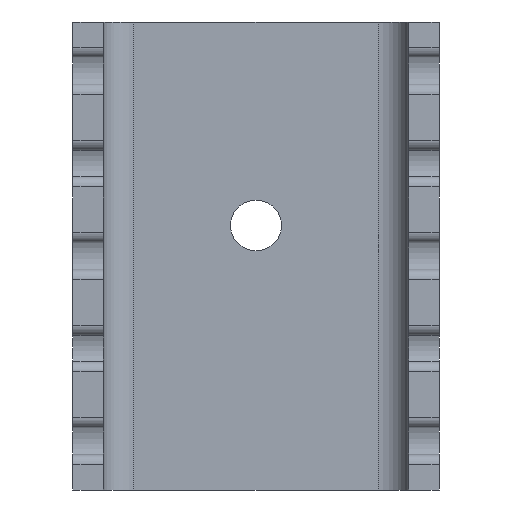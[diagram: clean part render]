
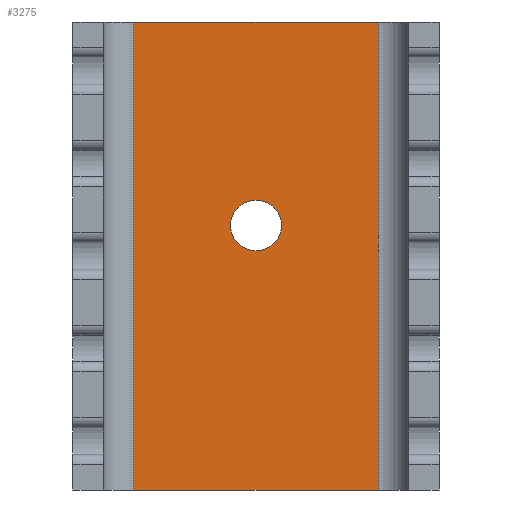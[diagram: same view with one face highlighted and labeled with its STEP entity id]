
A CAD part, front view. The second image highlights one B-rep face of the part: STEP entity #3275.
In plain terms, the highlighted planar face has unit normal (0, -1, 0).
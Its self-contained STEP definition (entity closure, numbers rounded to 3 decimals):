
#72 = PLANE('',#73);
#73 = AXIS2_PLACEMENT_3D('',#74,#75,#76);
#74 = CARTESIAN_POINT('',(0.,-5.124,0.));
#75 = DIRECTION('',(-0.,-0.,-1.));
#76 = DIRECTION('',(-1.,0.,0.));
#128 = PLANE('',#129);
#129 = AXIS2_PLACEMENT_3D('',#130,#131,#132);
#130 = CARTESIAN_POINT('',(0.,-5.124,23.));
#131 = DIRECTION('',(-0.,-0.,-1.));
#132 = DIRECTION('',(-1.,0.,0.));
#1188 = VERTEX_POINT('',#1189);
#1189 = CARTESIAN_POINT('',(6.,-1.5,0.));
#1208 = CYLINDRICAL_SURFACE('',#1209,1.5);
#1209 = AXIS2_PLACEMENT_3D('',#1210,#1211,#1212);
#1210 = CARTESIAN_POINT('',(6.,-3.,0.));
#1211 = DIRECTION('',(-0.,-0.,-1.));
#1212 = DIRECTION('',(1.,0.,0.));
#1220 = EDGE_CURVE('',#1188,#1221,#1223,.T.);
#1221 = VERTEX_POINT('',#1222);
#1222 = CARTESIAN_POINT('',(-6.,-1.5,0.));
#1223 = SURFACE_CURVE('',#1224,(#1228,#1235),.PCURVE_S1.);
#1224 = LINE('',#1225,#1226);
#1225 = CARTESIAN_POINT('',(6.,-1.5,0.));
#1226 = VECTOR('',#1227,1.);
#1227 = DIRECTION('',(-1.,0.,0.));
#1228 = PCURVE('',#72,#1229);
#1229 = DEFINITIONAL_REPRESENTATION('',(#1230),#1234);
#1230 = LINE('',#1231,#1232);
#1231 = CARTESIAN_POINT('',(-6.,3.624));
#1232 = VECTOR('',#1233,1.);
#1233 = DIRECTION('',(1.,0.));
#1234 = ( GEOMETRIC_REPRESENTATION_CONTEXT(2) 
PARAMETRIC_REPRESENTATION_CONTEXT() REPRESENTATION_CONTEXT('2D SPACE',''
  ) );
#1235 = PCURVE('',#1236,#1241);
#1236 = PLANE('',#1237);
#1237 = AXIS2_PLACEMENT_3D('',#1238,#1239,#1240);
#1238 = CARTESIAN_POINT('',(6.,-1.5,0.));
#1239 = DIRECTION('',(0.,-1.,0.));
#1240 = DIRECTION('',(-1.,0.,0.));
#1241 = DEFINITIONAL_REPRESENTATION('',(#1242),#1246);
#1242 = LINE('',#1243,#1244);
#1243 = CARTESIAN_POINT('',(0.,-0.));
#1244 = VECTOR('',#1245,1.);
#1245 = DIRECTION('',(1.,0.));
#1246 = ( GEOMETRIC_REPRESENTATION_CONTEXT(2) 
PARAMETRIC_REPRESENTATION_CONTEXT() REPRESENTATION_CONTEXT('2D SPACE',''
  ) );
#1269 = CYLINDRICAL_SURFACE('',#1270,1.5);
#1270 = AXIS2_PLACEMENT_3D('',#1271,#1272,#1273);
#1271 = CARTESIAN_POINT('',(-6.,-3.,0.));
#1272 = DIRECTION('',(-0.,-0.,-1.));
#1273 = DIRECTION('',(1.,0.,0.));
#1660 = VERTEX_POINT('',#1661);
#1661 = CARTESIAN_POINT('',(6.,-1.5,23.));
#1687 = EDGE_CURVE('',#1660,#1688,#1690,.T.);
#1688 = VERTEX_POINT('',#1689);
#1689 = CARTESIAN_POINT('',(-6.,-1.5,23.));
#1690 = SURFACE_CURVE('',#1691,(#1695,#1702),.PCURVE_S1.);
#1691 = LINE('',#1692,#1693);
#1692 = CARTESIAN_POINT('',(6.,-1.5,23.));
#1693 = VECTOR('',#1694,1.);
#1694 = DIRECTION('',(-1.,0.,0.));
#1695 = PCURVE('',#128,#1696);
#1696 = DEFINITIONAL_REPRESENTATION('',(#1697),#1701);
#1697 = LINE('',#1698,#1699);
#1698 = CARTESIAN_POINT('',(-6.,3.624));
#1699 = VECTOR('',#1700,1.);
#1700 = DIRECTION('',(1.,0.));
#1701 = ( GEOMETRIC_REPRESENTATION_CONTEXT(2) 
PARAMETRIC_REPRESENTATION_CONTEXT() REPRESENTATION_CONTEXT('2D SPACE',''
  ) );
#1702 = PCURVE('',#1236,#1703);
#1703 = DEFINITIONAL_REPRESENTATION('',(#1704),#1708);
#1704 = LINE('',#1705,#1706);
#1705 = CARTESIAN_POINT('',(0.,-23.));
#1706 = VECTOR('',#1707,1.);
#1707 = DIRECTION('',(1.,0.));
#1708 = ( GEOMETRIC_REPRESENTATION_CONTEXT(2) 
PARAMETRIC_REPRESENTATION_CONTEXT() REPRESENTATION_CONTEXT('2D SPACE',''
  ) );
#3254 = EDGE_CURVE('',#1188,#1660,#3255,.T.);
#3255 = SURFACE_CURVE('',#3256,(#3260,#3267),.PCURVE_S1.);
#3256 = LINE('',#3257,#3258);
#3257 = CARTESIAN_POINT('',(6.,-1.5,0.));
#3258 = VECTOR('',#3259,1.);
#3259 = DIRECTION('',(0.,0.,1.));
#3260 = PCURVE('',#1208,#3261);
#3261 = DEFINITIONAL_REPRESENTATION('',(#3262),#3266);
#3262 = LINE('',#3263,#3264);
#3263 = CARTESIAN_POINT('',(-1.571,0.));
#3264 = VECTOR('',#3265,1.);
#3265 = DIRECTION('',(-0.,-1.));
#3266 = ( GEOMETRIC_REPRESENTATION_CONTEXT(2) 
PARAMETRIC_REPRESENTATION_CONTEXT() REPRESENTATION_CONTEXT('2D SPACE',''
  ) );
#3267 = PCURVE('',#1236,#3268);
#3268 = DEFINITIONAL_REPRESENTATION('',(#3269),#3273);
#3269 = LINE('',#3270,#3271);
#3270 = CARTESIAN_POINT('',(0.,-0.));
#3271 = VECTOR('',#3272,1.);
#3272 = DIRECTION('',(0.,-1.));
#3273 = ( GEOMETRIC_REPRESENTATION_CONTEXT(2) 
PARAMETRIC_REPRESENTATION_CONTEXT() REPRESENTATION_CONTEXT('2D SPACE',''
  ) );
#3275 = ADVANCED_FACE('',(#3276,#3302),#1236,.T.);
#3276 = FACE_BOUND('',#3277,.T.);
#3277 = EDGE_LOOP('',(#3278,#3279,#3280,#3301));
#3278 = ORIENTED_EDGE('',*,*,#3254,.T.);
#3279 = ORIENTED_EDGE('',*,*,#1687,.T.);
#3280 = ORIENTED_EDGE('',*,*,#3281,.F.);
#3281 = EDGE_CURVE('',#1221,#1688,#3282,.T.);
#3282 = SURFACE_CURVE('',#3283,(#3287,#3294),.PCURVE_S1.);
#3283 = LINE('',#3284,#3285);
#3284 = CARTESIAN_POINT('',(-6.,-1.5,0.));
#3285 = VECTOR('',#3286,1.);
#3286 = DIRECTION('',(0.,0.,1.));
#3287 = PCURVE('',#1236,#3288);
#3288 = DEFINITIONAL_REPRESENTATION('',(#3289),#3293);
#3289 = LINE('',#3290,#3291);
#3290 = CARTESIAN_POINT('',(12.,0.));
#3291 = VECTOR('',#3292,1.);
#3292 = DIRECTION('',(0.,-1.));
#3293 = ( GEOMETRIC_REPRESENTATION_CONTEXT(2) 
PARAMETRIC_REPRESENTATION_CONTEXT() REPRESENTATION_CONTEXT('2D SPACE',''
  ) );
#3294 = PCURVE('',#1269,#3295);
#3295 = DEFINITIONAL_REPRESENTATION('',(#3296),#3300);
#3296 = LINE('',#3297,#3298);
#3297 = CARTESIAN_POINT('',(-1.571,0.));
#3298 = VECTOR('',#3299,1.);
#3299 = DIRECTION('',(-0.,-1.));
#3300 = ( GEOMETRIC_REPRESENTATION_CONTEXT(2) 
PARAMETRIC_REPRESENTATION_CONTEXT() REPRESENTATION_CONTEXT('2D SPACE',''
  ) );
#3301 = ORIENTED_EDGE('',*,*,#1220,.F.);
#3302 = FACE_BOUND('',#3303,.T.);
#3303 = EDGE_LOOP('',(#3304));
#3304 = ORIENTED_EDGE('',*,*,#3305,.T.);
#3305 = EDGE_CURVE('',#3306,#3306,#3308,.T.);
#3306 = VERTEX_POINT('',#3307);
#3307 = CARTESIAN_POINT('',(-1.25,-1.5,13.));
#3308 = SURFACE_CURVE('',#3309,(#3314,#3325),.PCURVE_S1.);
#3309 = CIRCLE('',#3310,1.25);
#3310 = AXIS2_PLACEMENT_3D('',#3311,#3312,#3313);
#3311 = CARTESIAN_POINT('',(0.,-1.5,13.));
#3312 = DIRECTION('',(0.,1.,0.));
#3313 = DIRECTION('',(-1.,0.,0.));
#3314 = PCURVE('',#1236,#3315);
#3315 = DEFINITIONAL_REPRESENTATION('',(#3316),#3324);
#3316 = ( BOUNDED_CURVE() B_SPLINE_CURVE(2,(#3317,#3318,#3319,#3320,
#3321,#3322,#3323),.UNSPECIFIED.,.T.,.F.) B_SPLINE_CURVE_WITH_KNOTS((1,2
    ,2,2,2,1),(-2.094,0.,2.094,4.189,
6.283,8.378),.UNSPECIFIED.) CURVE() 
GEOMETRIC_REPRESENTATION_ITEM() RATIONAL_B_SPLINE_CURVE((1.,0.5,1.,0.5,
1.,0.5,1.)) REPRESENTATION_ITEM('') );
#3317 = CARTESIAN_POINT('',(7.25,-13.));
#3318 = CARTESIAN_POINT('',(7.25,-15.165));
#3319 = CARTESIAN_POINT('',(5.375,-14.083));
#3320 = CARTESIAN_POINT('',(3.5,-13.));
#3321 = CARTESIAN_POINT('',(5.375,-11.917));
#3322 = CARTESIAN_POINT('',(7.25,-10.835));
#3323 = CARTESIAN_POINT('',(7.25,-13.));
#3324 = ( GEOMETRIC_REPRESENTATION_CONTEXT(2) 
PARAMETRIC_REPRESENTATION_CONTEXT() REPRESENTATION_CONTEXT('2D SPACE',''
  ) );
#3325 = PCURVE('',#3326,#3331);
#3326 = CYLINDRICAL_SURFACE('',#3327,1.25);
#3327 = AXIS2_PLACEMENT_3D('',#3328,#3329,#3330);
#3328 = CARTESIAN_POINT('',(0.,0.,13.)
  );
#3329 = DIRECTION('',(0.,1.,0.));
#3330 = DIRECTION('',(-1.,0.,0.));
#3331 = DEFINITIONAL_REPRESENTATION('',(#3332),#3336);
#3332 = LINE('',#3333,#3334);
#3333 = CARTESIAN_POINT('',(0.,-1.5));
#3334 = VECTOR('',#3335,1.);
#3335 = DIRECTION('',(1.,0.));
#3336 = ( GEOMETRIC_REPRESENTATION_CONTEXT(2) 
PARAMETRIC_REPRESENTATION_CONTEXT() REPRESENTATION_CONTEXT('2D SPACE',''
  ) );
